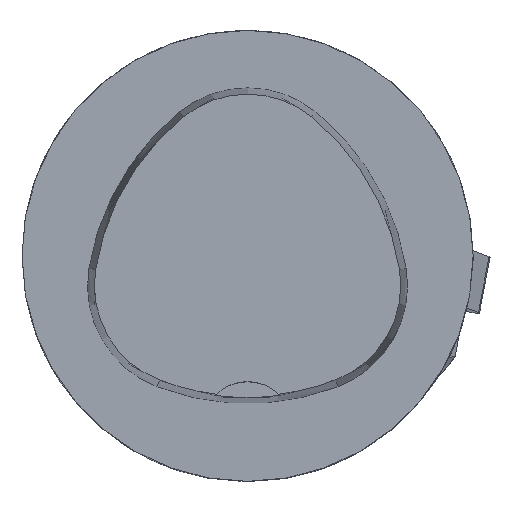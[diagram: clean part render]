
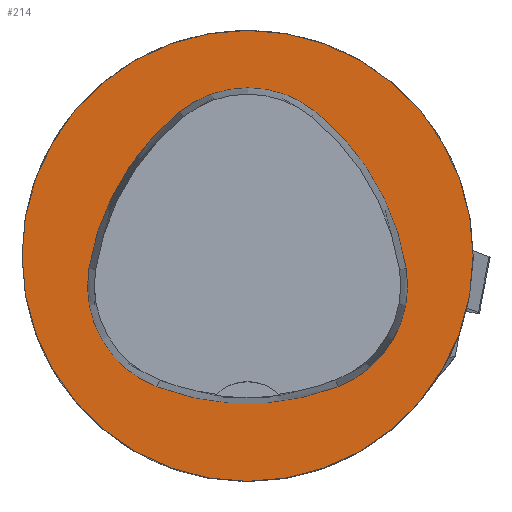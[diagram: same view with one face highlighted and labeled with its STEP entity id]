
A CAD part, top view. The second image highlights one B-rep face of the part: STEP entity #214.
In plain terms, the highlighted planar face has unit normal (0, 0, 1).
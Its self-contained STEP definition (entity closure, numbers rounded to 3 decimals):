
#214=ADVANCED_FACE('',(#433,#434),#259,.T.);
#259=PLANE('',#1213);
#433=FACE_BOUND('',#478,.T.);
#434=FACE_BOUND('',#479,.T.);
#478=EDGE_LOOP('',(#677,#678,#679,#680,#681,#682));
#479=EDGE_LOOP('',(#683));
#677=ORIENTED_EDGE('',*,*,#990,.T.);
#678=ORIENTED_EDGE('',*,*,#970,.T.);
#679=ORIENTED_EDGE('',*,*,#974,.T.);
#680=ORIENTED_EDGE('',*,*,#977,.T.);
#681=ORIENTED_EDGE('',*,*,#980,.T.);
#682=ORIENTED_EDGE('',*,*,#988,.T.);
#683=ORIENTED_EDGE('',*,*,#961,.F.);
#850=VERTEX_POINT('',#1856);
#859=VERTEX_POINT('',#1875);
#860=VERTEX_POINT('',#1876);
#863=VERTEX_POINT('',#1884);
#865=VERTEX_POINT('',#1890);
#867=VERTEX_POINT('',#1896);
#874=VERTEX_POINT('',#1917);
#961=EDGE_CURVE('',#850,#850,#1038,.T.);
#970=EDGE_CURVE('',#859,#860,#1039,.T.);
#974=EDGE_CURVE('',#860,#863,#1041,.T.);
#977=EDGE_CURVE('',#863,#865,#1043,.T.);
#980=EDGE_CURVE('',#865,#867,#1045,.T.);
#988=EDGE_CURVE('',#867,#874,#1049,.T.);
#990=EDGE_CURVE('',#874,#859,#1051,.T.);
#1038=CIRCLE('',#1185,25.);
#1039=CIRCLE('',#1191,28.);
#1041=CIRCLE('',#1194,12.);
#1043=CIRCLE('',#1197,28.);
#1045=CIRCLE('',#1200,12.);
#1049=CIRCLE('',#1205,28.);
#1051=CIRCLE('',#1208,12.);
#1185=AXIS2_PLACEMENT_3D('',#1855,#1408,#1409);
#1191=AXIS2_PLACEMENT_3D('',#1874,#1424,#1425);
#1194=AXIS2_PLACEMENT_3D('',#1883,#1432,#1433);
#1197=AXIS2_PLACEMENT_3D('',#1889,#1439,#1440);
#1200=AXIS2_PLACEMENT_3D('',#1895,#1446,#1447);
#1205=AXIS2_PLACEMENT_3D('',#1918,#1458,#1459);
#1208=AXIS2_PLACEMENT_3D('',#1921,#1464,#1465);
#1213=AXIS2_PLACEMENT_3D('',#1926,#1474,#1475);
#1408=DIRECTION('',(0.,0.,-1.));
#1409=DIRECTION('',(-1.,0.,0.));
#1424=DIRECTION('',(0.,0.,-1.));
#1425=DIRECTION('',(-1.,0.,0.));
#1432=DIRECTION('',(0.,0.,-1.));
#1433=DIRECTION('',(-1.,0.,0.));
#1439=DIRECTION('',(0.,0.,-1.));
#1440=DIRECTION('',(-1.,0.,0.));
#1446=DIRECTION('',(0.,0.,-1.));
#1447=DIRECTION('',(-1.,0.,0.));
#1458=DIRECTION('',(0.,0.,-1.));
#1459=DIRECTION('',(-1.,0.,0.));
#1464=DIRECTION('',(0.,0.,-1.));
#1465=DIRECTION('',(-1.,0.,0.));
#1474=DIRECTION('',(0.,0.,1.));
#1475=DIRECTION('',(1.,0.,0.));
#1855=CARTESIAN_POINT('',(0.,0.,
0.));
#1856=CARTESIAN_POINT('',(-25.,0.,0.));
#1874=CARTESIAN_POINT('',(10.068,-5.824,0.));
#1875=CARTESIAN_POINT('',(-17.584,-1.424,0.));
#1876=CARTESIAN_POINT('',(-7.531,15.953,0.));
#1883=CARTESIAN_POINT('',(0.011,6.62,0.));
#1884=CARTESIAN_POINT('',(7.567,15.942,0.));
#1889=CARTESIAN_POINT('',(-10.063,-5.81,0.));
#1890=CARTESIAN_POINT('',(17.59,-1.418,0.));
#1895=CARTESIAN_POINT('',(5.739,-3.3,0.));
#1896=CARTESIAN_POINT('',(10.05,-14.499,0.));
#1917=CARTESIAN_POINT('',(-10.025,-14.516,0.));
#1918=CARTESIAN_POINT('',(-0.01,11.631,0.));
#1921=CARTESIAN_POINT('',(-5.733,-3.31,0.));
#1926=CARTESIAN_POINT('',(0.,0.,
0.));
